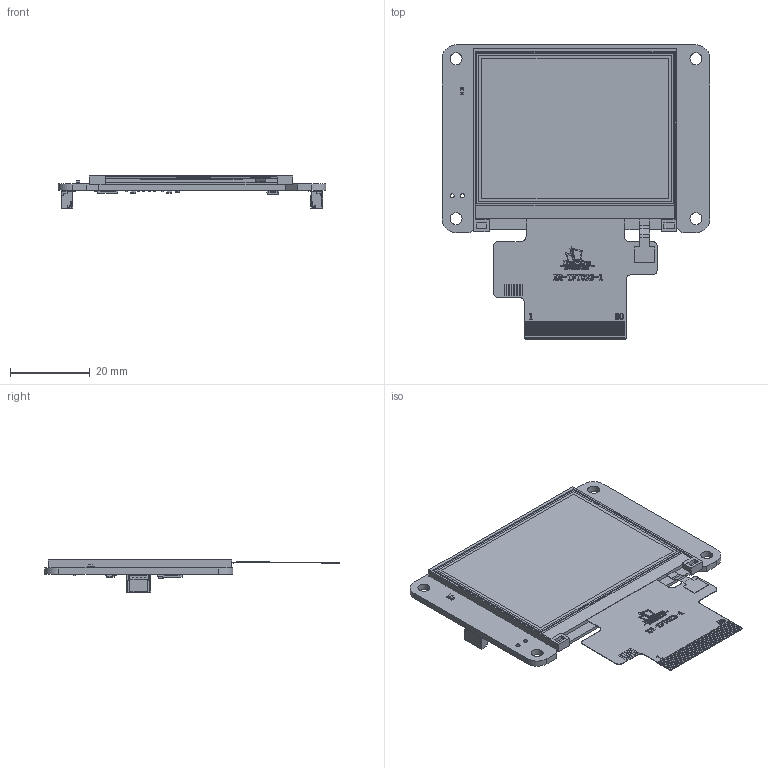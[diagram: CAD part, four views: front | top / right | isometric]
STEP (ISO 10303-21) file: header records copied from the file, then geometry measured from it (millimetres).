
FILE_DESCRIPTION(('Open CASCADE Model'),'2;1');
FILE_NAME('Open CASCADE Shape Model','2025-04-04T12:22:21',('Author'),( 'Open CASCADE'),'Open CASCADE STEP processor 7.5','Open CASCADE 7.5' ,'Unknown');
FILE_SCHEMA(('AUTOMOTIVE_DESIGN { 1 0 10303 214 1 1 1 1 }'));
Length unit declared in the file: millimetre
Products named in the file (49): PCB; Board; Open CASCADE STEP translator 7.5 3.1.1; STAT; 0603 LED Green; Solid1; Solid4; U; DUELink-U-Connector-BM04B-SRSS-TB; D; DUELink-Connector-BM04B-SRSS-TB; R9; User Library-R SMD 0402; User Library-R SMD 0402_0402 BODY; User Library-R SMD 0402_0402 PAD; User Library-R SMD 0402_0402 OPIS; R4; C2; 0805 SMD Capacitor; C1; C0402; R12; 0603 SMD Resistor; R11; R8; R7; D1; User Library-MicroSMP-1; User Library-MicroSMP-1_Body; User Library-MicroSMP-1_Pins; T1; SOT-23; R10; R6; R5; C4; C3; Free-Models; STM32-QFN32; ER-TFT023-1 ...
Assembly tree (58 placements, depth 4):
  PCB
    Board
      Open CASCADE STEP translator 7.5 3.1.1
    STAT
      0603 LED Green
        Solid1
        Solid4
        Solid1
        Solid1
        Solid4
        Solid1
        Solid1
        Solid1
    U
      DUELink-U-Connector-BM04B-SRSS-TB
    D
      DUELink-Connector-BM04B-SRSS-TB
    R9
      User Library-R SMD 0402
        User Library-R SMD 0402_0402 BODY
        User Library-R SMD 0402_0402 PAD  x2
        User Library-R SMD 0402_0402 OPIS
    R4
      User Library-R SMD 0402
        User Library-R SMD 0402_0402 BODY
        User Library-R SMD 0402_0402 PAD  x2
        User Library-R SMD 0402_0402 OPIS
    C2
      0805 SMD Capacitor
    C1
      C0402
    R12
      0603 SMD Resistor
    R11
      User Library-R SMD 0402
        User Library-R SMD 0402_0402 BODY
        User Library-R SMD 0402_0402 PAD  x2
        User Library-R SMD 0402_0402 OPIS
    R8
      User Library-R SMD 0402
        User Library-R SMD 0402_0402 BODY
        User Library-R SMD 0402_0402 PAD  x2
        User Library-R SMD 0402_0402 OPIS
    R7
      User Library-R SMD 0402
        User Library-R SMD 0402_0402 BODY
        User Library-R SMD 0402_0402 PAD  x2
        User Library-R SMD 0402_0402 OPIS
    D1
      User Library-MicroSMP-1
        User Library-MicroSMP-1_Body
        User Library-MicroSMP-1_Pins
    T1
      SOT-23
    R10
      0603 SMD Resistor
    R6
      User Library-R SMD 0402
        User Library-R SMD 0402_0402 BODY
        User Library-R SMD 0402_0402 PAD  x2
Bounding box: 67 x 73.6 x 8.02 mm (x, y, z)
Volume: 9866.7 mm3; surface area: 22275 mm2
Topology: 146 solids, 146 shells, 3060 faces, 9222 edges, 7964 vertices
Faces by surface type: plane 1984, bspline 682, cylinder 346, sphere 32, revolution 16
Full cylindrical faces by diameter (mm): 1.016 x2, 3 x4
Entity records: 108094 total; most frequent: CARTESIAN_POINT 38556, ORIENTED_EDGE 11598, DIRECTION 10789, LINE 5839, VECTOR 5839, EDGE_CURVE 5799, VERTEX_POINT 3842, AXIS2_PLACEMENT_3D 2471
